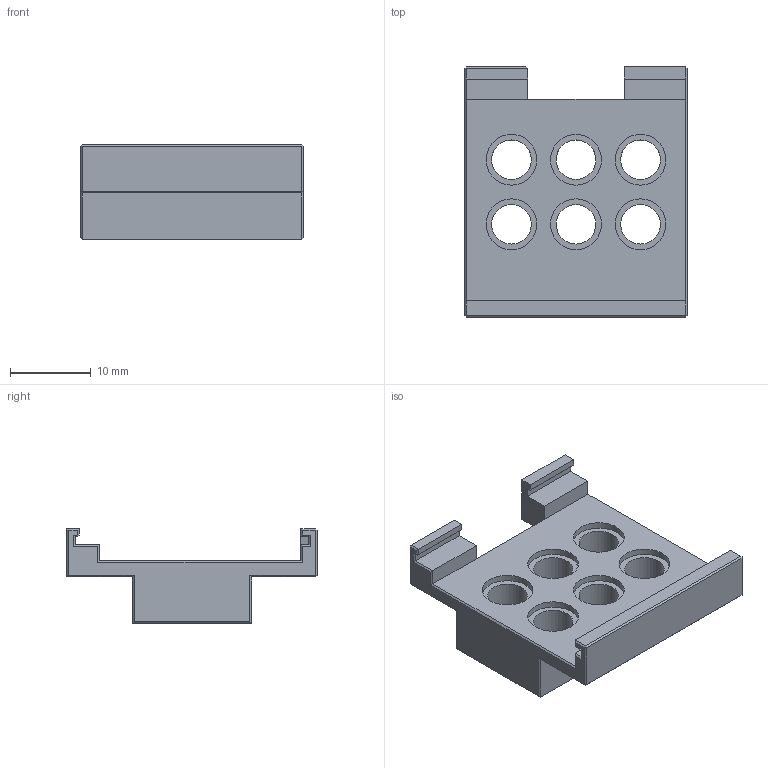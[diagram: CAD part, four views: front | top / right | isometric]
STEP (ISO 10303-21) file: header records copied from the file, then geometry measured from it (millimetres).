
FILE_DESCRIPTION(/* description */ ('STEP AP242','CAx-IF Rec.Pracs.---Representation and Presentation of Product Manufacturing Information (PMI)---4.0---2014-10-13','CAx-IF Rec.Pracs.---3D Tessellated Geometry---0.4---2014-09-14','2;1'),/* implementation_level */ '2;1');
FILE_NAME(/* name */ '682e1b4dfe473b6e1aa5f21b',/* time_stamp */ '2025-05-21T18:28:30Z',/* author */ (''),/* organization */ (''),/* preprocessor_version */ 'ST-DEVELOPER v20',/* originating_system */ 'ONSHAPE BY PTC INC, 1.198',/* authorisation */ ' ');
FILE_SCHEMA (('AP242_MANAGED_MODEL_BASED_3D_ENGINEERING_MIM_LF { 1 0 10303 442 1 1 4 }'));
Length unit declared in the file: metre
Products named in the file (1): Main
Bounding box: 27.6 x 31 x 11.76 mm (x, y, z)
Volume: 3330.3 mm3; surface area: 3299.5 mm2
Topology: 1 solids, 1 shells, 121 faces, 269 edges, 162 vertices
Faces by surface type: plane 103, cylinder 18
Full cylindrical faces by diameter (mm): 4.9 x6, 6.3 x12
Entity records: 3145 total; most frequent: DIRECTION 525, CARTESIAN_POINT 523, ORIENTED_EDGE 490, EDGE_CURVE 245, LINE 209, VECTOR 209, EDGE_LOOP 163, FACE_BOUND 163
